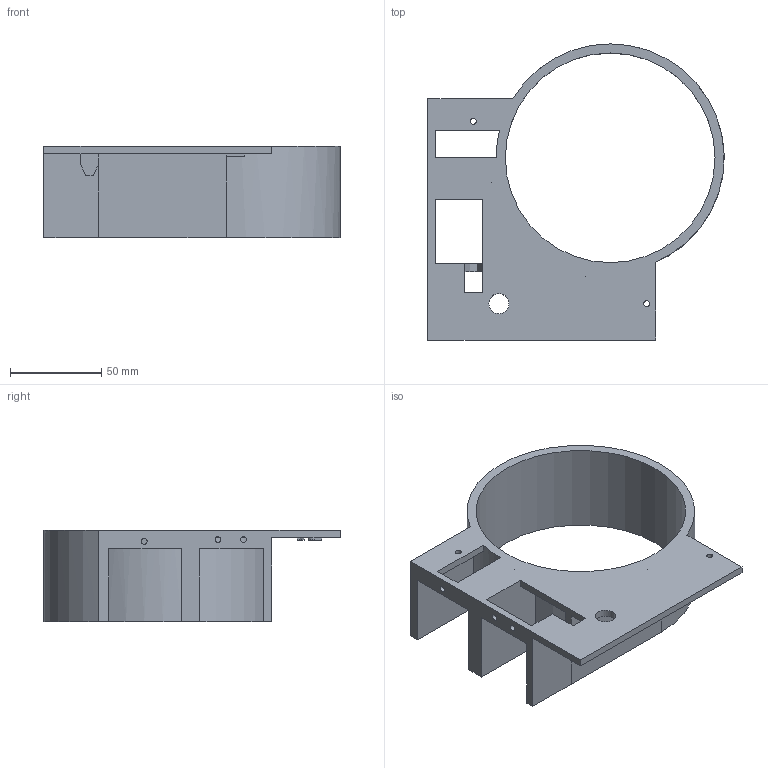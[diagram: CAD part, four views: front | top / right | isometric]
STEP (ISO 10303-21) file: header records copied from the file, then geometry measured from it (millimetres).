
FILE_DESCRIPTION(/* description */ (''),/* implementation_level */ '2;1');
FILE_NAME(/* name */ 'Right Bottom B1.step',/* time_stamp */ '2025-06-02T09:54:06-04:00',/* author */ (''),/* organization */ (''),/* preprocessor_version */ 'ST-DEVELOPER v20.1',/* originating_system */ 'Autodesk Translation Framework v14.10.0.0',/* authorisation */ '');
FILE_SCHEMA (('AUTOMOTIVE_DESIGN { 1 0 10303 214 3 1 1 }'));
Length unit declared in the file: millimetre
Products named in the file (1): bottomhalfR
Bounding box: 162.5 x 162.5 x 50 mm (x, y, z)
Volume: 173083.1 mm3; surface area: 74559 mm2
Topology: 1 solids, 1 shells, 91 faces, 266 edges, 177 vertices
Faces by surface type: plane 53, bspline 28, cylinder 10
Full cylindrical faces by diameter (mm): 3.2 x5, 11 x1, 115 x1
Entity records: 3392 total; most frequent: CARTESIAN_POINT 1067, ORIENTED_EDGE 532, DIRECTION 361, EDGE_CURVE 266, LINE 187, VECTOR 187, VERTEX_POINT 177, EDGE_LOOP 115
